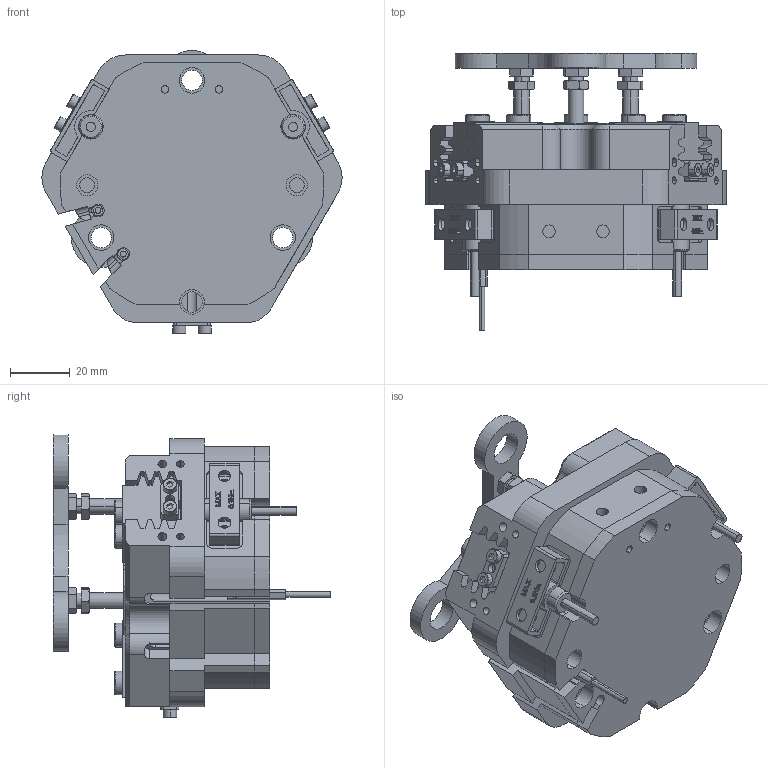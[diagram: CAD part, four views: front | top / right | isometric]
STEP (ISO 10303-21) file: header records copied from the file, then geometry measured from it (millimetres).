
FILE_DESCRIPTION (( 'STEP AP203' ), '1' );
FILE_NAME ('FZ55-100-C30.STEP', '2025-08-18T08:55:15', ( 'USER-' ), ( 'Microsoft' ), 'SwSTEP 2.0', 'SolidWorks 2018', '' );
FILE_SCHEMA (( 'CONFIG_CONTROL_DESIGN' ));
Length unit declared in the file: millimetre
Products named in the file (16): 20241226-M4 M4換覜ん揤輸; ﾏ擎ﾗ8｡ﾁ6｡ﾁ6; FZ55-100-M-07 芢裝; 苤覜聆假蚾璃; FZ55-100-M-08 芢啣; TZT55 賑輸 01; 揤輸蚾饜极; 内六角圆柱头螺钉[GBT70_1-2008][M2.5×8]_M2.5×8; 棠羲換覜ん; TZT55 陔笢猾啣; 六角薄螺母_A级和B级[GBT6172_1-2000][M5]_M5; 电容传感器8x23接近开关; FZ55-100-C30; 16x8-R1.5; TZT55-M-01 褲极; TZT55-M-05 菁裔啣
Assembly tree (35 placements, depth 3):
  FZ55-100-C30
    TZT55-M-01 褲极
    TZT55-M-05 菁裔啣
    TZT55 賑輸 01  x3
    TZT55 陔笢猾啣
    电容传感器8x23接近开关  x2
    20241226-M4 M4換覜ん揤輸  x2
    16x8-R1.5
    棠羲換覜ん  x2
    揤輸蚾饜极  x3
      内六角圆柱头螺钉[GBT70_1-2008][M2.5×8]_M2.5×8
      苤覜聆假蚾璃
    ﾏ擎ﾗ8｡ﾁ6｡ﾁ6  x6
    FZ55-100-M-07 芢裝  x3
    FZ55-100-M-08 芢啣
    六角薄螺母_A级和B级[GBT6172_1-2000][M5]_M5  x6
Bounding box: 100.25 x 92.73 x 94.46 mm (x, y, z)
Volume: 276428.3 mm3; surface area: 90520.3 mm2
Topology: 38 solids, 40 shells, 2484 faces, 6524 edges, 4181 vertices
Faces by surface type: plane 1176, cylinder 580, bspline 377, cone 327, torus 24
Entity records: 61310 total; most frequent: CARTESIAN_POINT 19763, ORIENTED_EDGE 8588, DIRECTION 7400, EDGE_CURVE 4294, VERTEX_POINT 2797, LINE 2792, VECTOR 2792, AXIS2_PLACEMENT_3D 2304
